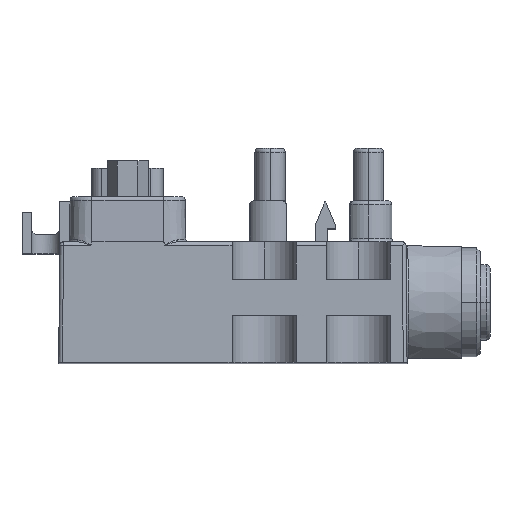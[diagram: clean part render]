
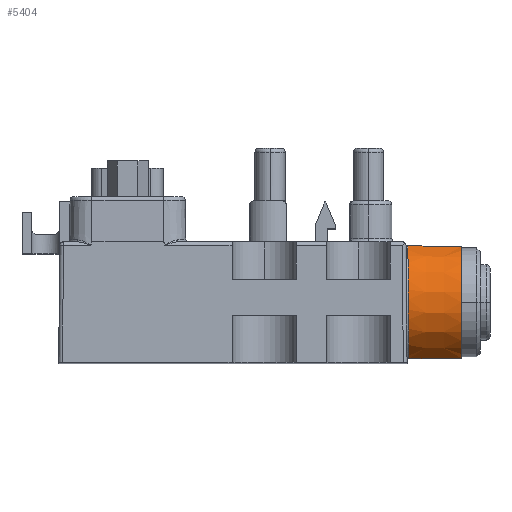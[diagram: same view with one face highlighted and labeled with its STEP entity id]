
A CAD part, top view. The second image highlights one B-rep face of the part: STEP entity #5404.
In plain terms, the highlighted conical face has half-angle 0.5 degrees and reference radius 8 mm.
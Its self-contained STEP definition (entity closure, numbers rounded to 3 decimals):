
#107 = EDGE_CURVE ( 'NONE', #25730, #38741, #10662, .T. ) ;
#399 = DIRECTION ( 'NONE',  ( -1., 0., 0. ) ) ;
#428 = CARTESIAN_POINT ( 'NONE',  ( 46.251, 15.356, 83.166 ) ) ;
#692 = CARTESIAN_POINT ( 'NONE',  ( 46.253, 15.184, 83.538 ) ) ;
#734 = ORIENTED_EDGE ( 'NONE', *, *, #18614, .T. ) ;
#827 = CARTESIAN_POINT ( 'NONE',  ( 46.31, 8.804, 87.967 ) ) ;
#945 = CARTESIAN_POINT ( 'NONE',  ( 46.372, 1.928, 85.219 ) ) ;
#1586 = VERTEX_POINT ( 'NONE', #36668 ) ;
#3747 = CARTESIAN_POINT ( 'NONE',  ( 46.259, 14.566, 84.585 ) ) ;
#3884 = CARTESIAN_POINT ( 'NONE',  ( 46.321, 7.596, 87.997 ) ) ;
#4020 = CARTESIAN_POINT ( 'NONE',  ( 46.379, 1.212, 84.246 ) ) ;
#5404 = ADVANCED_FACE ( 'NONE', ( #24331 ), #39735, .T. ) ;
#5686 = DIRECTION ( 'NONE',  ( 1., 0., 0. ) ) ;
#6832 = CARTESIAN_POINT ( 'NONE',  ( 46.266, 13.792, 85.529 ) ) ;
#6974 = CARTESIAN_POINT ( 'NONE',  ( 46.332, 6.385, 87.843 ) ) ;
#7110 = CARTESIAN_POINT ( 'NONE',  ( 46.384, 0.646, 83.166 ) ) ;
#7425 = CARTESIAN_POINT ( 'NONE',  ( 46.385, 0.503, 82.783 ) ) ;
#7683 = CARTESIAN_POINT ( 'NONE',  ( 50.983, 15.457, 82.776 ) ) ;
#7901 = CARTESIAN_POINT ( 'NONE',  ( 53.35, 0.564, 82.772 ) ) ;
#9913 = CARTESIAN_POINT ( 'NONE',  ( 46.274, 12.895, 86.338 ) ) ;
#10043 = CARTESIAN_POINT ( 'NONE',  ( 46.343, 5.224, 87.51 ) ) ;
#10662 = B_SPLINE_CURVE_WITH_KNOTS ( 'NONE', 3,
 ( #33866, #36821, #24586, #15383 ),
 .UNSPECIFIED., .F., .F.,
 ( 4, 4 ),
 ( 0., 0.007 ),
 .UNSPECIFIED. ) ;
#10733 = CARTESIAN_POINT ( 'NONE',  ( 53.35, 15.436, 82.772 ) ) ;
#12593 = DIRECTION ( 'NONE',  ( 0., 0., -1. ) ) ;
#13023 = CARTESIAN_POINT ( 'NONE',  ( 46.283, 11.875, 87.008 ) ) ;
#13160 = CARTESIAN_POINT ( 'NONE',  ( 46.353, 4.114, 87.001 ) ) ;
#13535 = EDGE_LOOP ( 'NONE', ( #17061, #734, #37851, #27807 ) ) ;
#13844 = CARTESIAN_POINT ( 'NONE',  ( 48.617, 15.477, 82.78 ) ) ;
#15383 = CARTESIAN_POINT ( 'NONE',  ( 46.385, 0.503, 82.783 ) ) ;
#16166 = CARTESIAN_POINT ( 'NONE',  ( 46.293, 10.776, 87.511 ) ) ;
#16289 = CARTESIAN_POINT ( 'NONE',  ( 46.362, 3.105, 86.336 ) ) ;
#17004 = AXIS2_PLACEMENT_3D ( 'NONE', #37275, #399, #12593 ) ;
#17061 = ORIENTED_EDGE ( 'NONE', *, *, #17210, .T. ) ;
#17210 = EDGE_CURVE ( 'NONE', #1586, #37854, #27134, .T. ) ;
#18614 = EDGE_CURVE ( 'NONE', #37854, #38741, #29586, .T. ) ;
#19236 = CARTESIAN_POINT ( 'NONE',  ( 46.303, 9.604, 87.845 ) ) ;
#19369 = CARTESIAN_POINT ( 'NONE',  ( 46.37, 2.202, 85.522 ) ) ;
#22204 = CARTESIAN_POINT ( 'NONE',  ( 46.257, 14.789, 84.246 ) ) ;
#22347 = CARTESIAN_POINT ( 'NONE',  ( 46.314, 8.402, 87.997 ) ) ;
#22486 = CARTESIAN_POINT ( 'NONE',  ( 46.377, 1.434, 84.582 ) ) ;
#24209 = CARTESIAN_POINT ( 'NONE',  ( 53.35, 8., 80. ) ) ;
#24331 = FACE_OUTER_BOUND ( 'NONE', #13535, .T. ) ;
#24586 = CARTESIAN_POINT ( 'NONE',  ( 48.707, 0.524, 82.78 ) ) ;
#25303 = CIRCLE ( 'NONE', #30257, 7.936 ) ;
#25347 = CARTESIAN_POINT ( 'NONE',  ( 46.263, 14.065, 85.229 ) ) ;
#25468 = CARTESIAN_POINT ( 'NONE',  ( 46.325, 7.187, 87.966 ) ) ;
#25601 = CARTESIAN_POINT ( 'NONE',  ( 46.382, 0.818, 83.539 ) ) ;
#25730 = VERTEX_POINT ( 'NONE', #7901 ) ;
#25902 = EDGE_CURVE ( 'NONE', #1586, #25730, #25303, .T. ) ;
#27134 = B_SPLINE_CURVE_WITH_KNOTS ( 'NONE', 3,
 ( #10733, #7683, #13844, #35433 ),
 .UNSPECIFIED., .F., .F.,
 ( 4, 4 ),
 ( 0., 0.007 ),
 .UNSPECIFIED. ) ;
#27288 = DIRECTION ( 'NONE',  ( 0., 0., -1. ) ) ;
#27807 = ORIENTED_EDGE ( 'NONE', *, *, #25902, .F. ) ;
#28397 = CARTESIAN_POINT ( 'NONE',  ( 46.271, 13.207, 86.083 ) ) ;
#28546 = CARTESIAN_POINT ( 'NONE',  ( 46.336, 5.992, 87.751 ) ) ;
#28676 = CARTESIAN_POINT ( 'NONE',  ( 46.385, 0.503, 82.783 ) ) ;
#29586 = B_SPLINE_CURVE_WITH_KNOTS ( 'NONE', 3,
 ( #31363, #428, #692, #22204, #3747, #25347, #6832, #28397, #9913, #31505, #13023, #34596, #16166, #37707, #19236, #827, #22347, #3884, #25468, #6974, #28546, #10043, #31638, #13160, #34728, #16289, #37833, #19369, #945, #22486, #4020, #25601, #7110, #28676 ),
 .UNSPECIFIED., .F., .F.,
 ( 4, 2, 2, 2, 2, 2, 2, 2, 2, 2, 2, 2, 2, 2, 2, 2, 4 ),
 ( 0., 0.001, 0.002, 0.004, 0.005, 0.006, 0.007, 0.009, 0.01, 0.011, 0.012, 0.013, 0.015, 0.016, 0.017, 0.018, 0.02 ),
 .UNSPECIFIED. ) ;
#30257 = AXIS2_PLACEMENT_3D ( 'NONE', #24209, #5686, #27288 ) ;
#31363 = CARTESIAN_POINT ( 'NONE',  ( 46.25, 15.498, 82.783 ) ) ;
#31505 = CARTESIAN_POINT ( 'NONE',  ( 46.28, 12.228, 86.801 ) ) ;
#31638 = CARTESIAN_POINT ( 'NONE',  ( 46.346, 4.847, 87.36 ) ) ;
#33866 = CARTESIAN_POINT ( 'NONE',  ( 53.35, 0.564, 82.772 ) ) ;
#34596 = CARTESIAN_POINT ( 'NONE',  ( 46.289, 11.15, 87.362 ) ) ;
#34728 = CARTESIAN_POINT ( 'NONE',  ( 46.356, 3.766, 86.796 ) ) ;
#35433 = CARTESIAN_POINT ( 'NONE',  ( 46.25, 15.498, 82.783 ) ) ;
#36050 = CARTESIAN_POINT ( 'NONE',  ( 46.25, 15.498, 82.783 ) ) ;
#36668 = CARTESIAN_POINT ( 'NONE',  ( 53.35, 15.436, 82.772 ) ) ;
#36821 = CARTESIAN_POINT ( 'NONE',  ( 51.028, 0.544, 82.776 ) ) ;
#37275 = CARTESIAN_POINT ( 'NONE',  ( 46., 8., 80. ) ) ;
#37707 = CARTESIAN_POINT ( 'NONE',  ( 46.3, 10.004, 87.753 ) ) ;
#37833 = CARTESIAN_POINT ( 'NONE',  ( 46.365, 2.792, 86.082 ) ) ;
#37851 = ORIENTED_EDGE ( 'NONE', *, *, #107, .F. ) ;
#37854 = VERTEX_POINT ( 'NONE', #36050 ) ;
#38741 = VERTEX_POINT ( 'NONE', #7425 ) ;
#39735 = CONICAL_SURFACE ( 'NONE', #17004, 8., 0.009 ) ;
